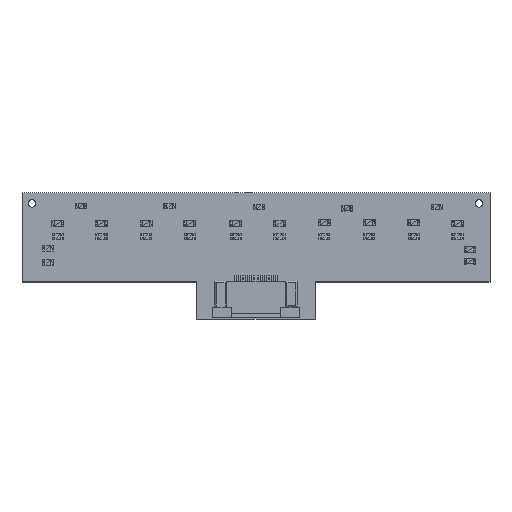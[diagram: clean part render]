
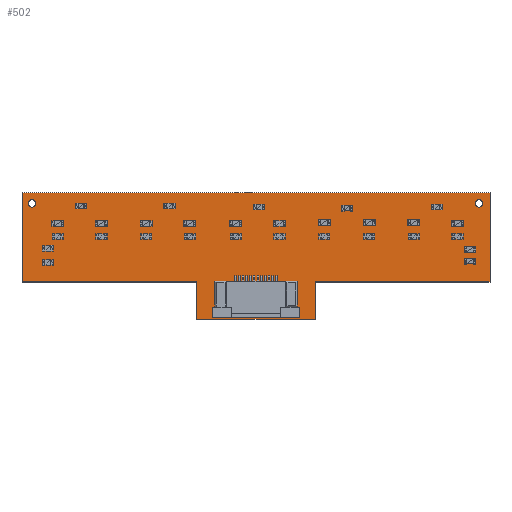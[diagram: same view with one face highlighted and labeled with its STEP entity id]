
A CAD part, top view. The second image highlights one B-rep face of the part: STEP entity #502.
In plain terms, the highlighted planar face has unit normal (0, 0, 1).
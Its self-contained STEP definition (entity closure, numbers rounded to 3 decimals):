
#193 = VERTEX_POINT('',#194);
#194 = CARTESIAN_POINT('',(0.163,16.991,0.));
#211 = VERTEX_POINT('',#212);
#212 = CARTESIAN_POINT('',(0.163,4.991,0.));
#218 = EDGE_CURVE('',#193,#211,#219,.T.);
#219 = LINE('',#220,#221);
#220 = CARTESIAN_POINT('',(0.163,16.991,0.));
#221 = VECTOR('',#222,1.);
#222 = DIRECTION('',(0.,-1.,0.));
#242 = VERTEX_POINT('',#243);
#243 = CARTESIAN_POINT('',(23.663,4.991,0.));
#249 = EDGE_CURVE('',#211,#242,#250,.T.);
#250 = LINE('',#251,#252);
#251 = CARTESIAN_POINT('',(0.163,4.991,0.));
#252 = VECTOR('',#253,1.);
#253 = DIRECTION('',(1.,0.,0.));
#273 = VERTEX_POINT('',#274);
#274 = CARTESIAN_POINT('',(23.663,-0.009,0.));
#280 = EDGE_CURVE('',#242,#273,#281,.T.);
#281 = LINE('',#282,#283);
#282 = CARTESIAN_POINT('',(23.663,4.991,0.));
#283 = VECTOR('',#284,1.);
#284 = DIRECTION('',(0.,-1.,0.));
#304 = VERTEX_POINT('',#305);
#305 = CARTESIAN_POINT('',(39.663,-0.009,0.));
#311 = EDGE_CURVE('',#273,#304,#312,.T.);
#312 = LINE('',#313,#314);
#313 = CARTESIAN_POINT('',(23.663,-0.009,0.));
#314 = VECTOR('',#315,1.);
#315 = DIRECTION('',(1.,0.,0.));
#335 = VERTEX_POINT('',#336);
#336 = CARTESIAN_POINT('',(39.663,4.991,0.));
#342 = EDGE_CURVE('',#304,#335,#343,.T.);
#343 = LINE('',#344,#345);
#344 = CARTESIAN_POINT('',(39.663,-0.009,0.));
#345 = VECTOR('',#346,1.);
#346 = DIRECTION('',(0.,1.,0.));
#366 = VERTEX_POINT('',#367);
#367 = CARTESIAN_POINT('',(63.163,4.991,0.));
#373 = EDGE_CURVE('',#335,#366,#374,.T.);
#374 = LINE('',#375,#376);
#375 = CARTESIAN_POINT('',(39.663,4.991,0.));
#376 = VECTOR('',#377,1.);
#377 = DIRECTION('',(1.,0.,0.));
#397 = VERTEX_POINT('',#398);
#398 = CARTESIAN_POINT('',(63.163,16.991,0.));
#404 = EDGE_CURVE('',#366,#397,#405,.T.);
#405 = LINE('',#406,#407);
#406 = CARTESIAN_POINT('',(63.163,4.991,0.));
#407 = VECTOR('',#408,1.);
#408 = DIRECTION('',(0.,1.,0.));
#426 = EDGE_CURVE('',#397,#193,#427,.T.);
#427 = LINE('',#428,#429);
#428 = CARTESIAN_POINT('',(63.163,16.991,0.));
#429 = VECTOR('',#430,1.);
#430 = DIRECTION('',(-1.,0.,0.));
#441 = VERTEX_POINT('',#442);
#442 = CARTESIAN_POINT('',(2.009,15.559,0.));
#458 = EDGE_CURVE('',#441,#441,#459,.T.);
#459 = CIRCLE('',#460,0.5);
#460 = AXIS2_PLACEMENT_3D('',#461,#462,#463);
#461 = CARTESIAN_POINT('',(1.509,15.559,0.));
#462 = DIRECTION('',(0.,0.,-1.));
#463 = DIRECTION('',(1.,0.,0.));
#474 = VERTEX_POINT('',#475);
#475 = CARTESIAN_POINT('',(62.181,15.559,0.));
#491 = EDGE_CURVE('',#474,#474,#492,.T.);
#492 = CIRCLE('',#493,0.5);
#493 = AXIS2_PLACEMENT_3D('',#494,#495,#496);
#494 = CARTESIAN_POINT('',(61.681,15.559,0.));
#495 = DIRECTION('',(0.,0.,-1.));
#496 = DIRECTION('',(1.,0.,0.));
#502 = ADVANCED_FACE('',(#503,#513,#516),#519,.F.);
#503 = FACE_BOUND('',#504,.T.);
#504 = EDGE_LOOP('',(#505,#506,#507,#508,#509,#510,#511,#512));
#505 = ORIENTED_EDGE('',*,*,#218,.T.);
#506 = ORIENTED_EDGE('',*,*,#249,.T.);
#507 = ORIENTED_EDGE('',*,*,#280,.T.);
#508 = ORIENTED_EDGE('',*,*,#311,.T.);
#509 = ORIENTED_EDGE('',*,*,#342,.T.);
#510 = ORIENTED_EDGE('',*,*,#373,.T.);
#511 = ORIENTED_EDGE('',*,*,#404,.T.);
#512 = ORIENTED_EDGE('',*,*,#426,.T.);
#513 = FACE_BOUND('',#514,.T.);
#514 = EDGE_LOOP('',(#515));
#515 = ORIENTED_EDGE('',*,*,#458,.T.);
#516 = FACE_BOUND('',#517,.T.);
#517 = EDGE_LOOP('',(#518));
#518 = ORIENTED_EDGE('',*,*,#491,.T.);
#519 = PLANE('',#520);
#520 = AXIS2_PLACEMENT_3D('',#521,#522,#523);
#521 = CARTESIAN_POINT('',(0.163,16.991,0.));
#522 = DIRECTION('',(0.,0.,-1.));
#523 = DIRECTION('',(-1.,0.,0.));
